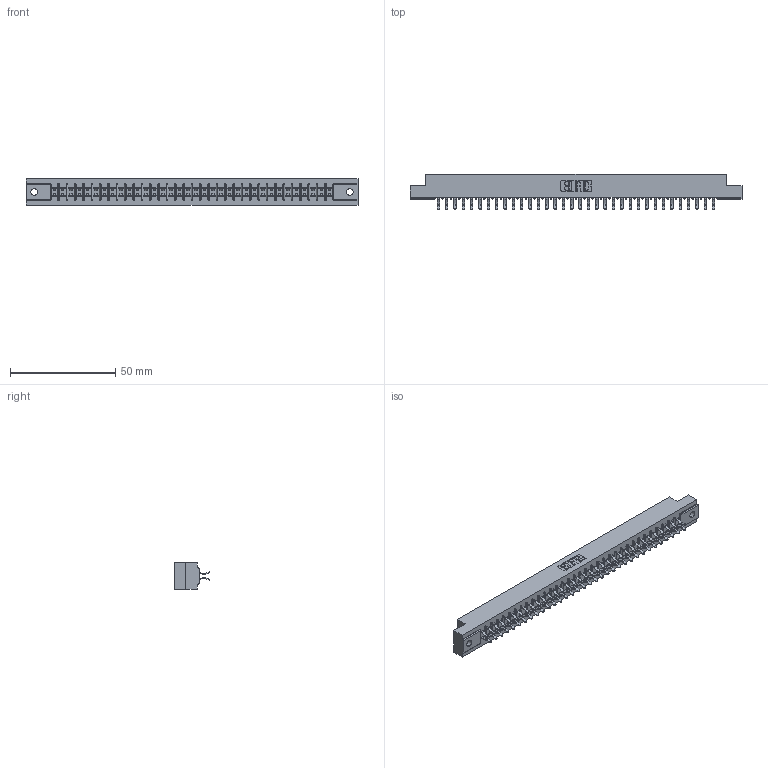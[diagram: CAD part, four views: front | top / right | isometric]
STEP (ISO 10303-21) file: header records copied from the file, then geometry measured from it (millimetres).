
FILE_DESCRIPTION (( 'STEP AP203' ), '1' );
FILE_NAME ('355-068-556-502.STEP', '2019-09-12T17:12:24', ( '' ), ( '' ), 'SwSTEP 2.0', 'SolidWorks 2016', '' );
FILE_SCHEMA (( 'CONFIG_CONTROL_DESIGN' ));
Length unit declared in the file: inch
Products named in the file (3): 305 Part_.128 Dia; 355-068-556-502; 305-290-001_556
Assembly tree (69 placements, depth 2):
  355-068-556-502
    305 Part_.128 Dia
    305-290-001_556  x68
Bounding box: 157.73 x 16.64 x 12.7 mm (x, y, z)
Volume: 15889.9 mm3; surface area: 20537.3 mm2
Topology: 69 solids, 69 shells, 3924 faces, 11298 edges, 7348 vertices
Faces by surface type: plane 2176, cylinder 1612, sphere 136
Entity records: 38011 total; most frequent: CARTESIAN_POINT 6292, ORIENTED_EDGE 6244, DIRECTION 6096, EDGE_CURVE 3122, VECTOR 2512, LINE 2512, VERTEX_POINT 1988, AXIS2_PLACEMENT_3D 1792
